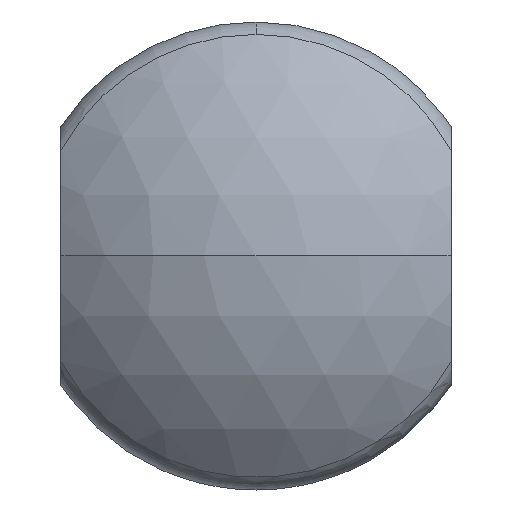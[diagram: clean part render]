
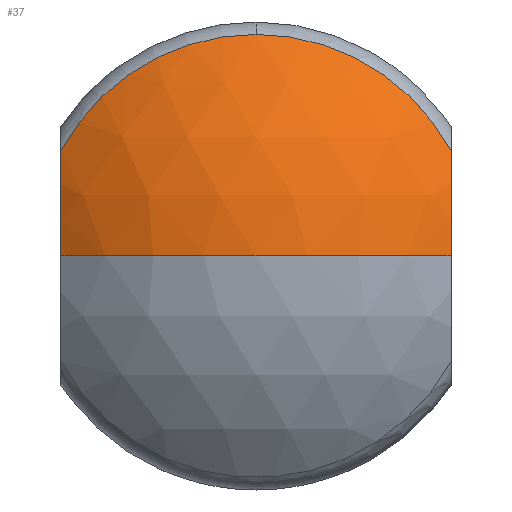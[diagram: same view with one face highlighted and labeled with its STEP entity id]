
A CAD part, front view. The second image highlights one B-rep face of the part: STEP entity #37.
In plain terms, the highlighted spherical face has radius 25 mm.
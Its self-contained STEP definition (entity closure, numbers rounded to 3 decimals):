
#18 = CARTESIAN_POINT ( 'NONE',  ( 0., -85., 0. ) ) ;
#37 = ADVANCED_FACE ( 'Defeature ausgef�hrt1_1', ( #1829 ), #2108, .T. ) ;
#106 = DIRECTION ( 'NONE',  ( -1., 0., 0. ) ) ;
#143 = EDGE_CURVE ( 'Defeature ausgef�hrt1_1+Defeature ausgef�hrt1_4+Defeature ausgef�hrt1_6+Defeature ausgef�hrt1_5', #809, #1156, #3231, .T. ) ;
#170 = CARTESIAN_POINT ( 'NONE',  ( 15., -85., 0. ) ) ;
#195 = CIRCLE ( 'NONE', #598, 25. ) ;
#296 = AXIS2_PLACEMENT_3D ( 'NONE', #1049, #2246, #106 ) ;
#395 = VERTEX_POINT ( 'NONE', #1042 ) ;
#450 = VERTEX_POINT ( 'NONE', #455 ) ;
#455 = CARTESIAN_POINT ( 'NONE',  ( 0., -110., 0. ) ) ;
#598 = AXIS2_PLACEMENT_3D ( 'NONE', #18, #914, #3595 ) ;
#711 = AXIS2_PLACEMENT_3D ( 'NONE', #2383, #851, #3884 ) ;
#736 = AXIS2_PLACEMENT_3D ( 'NONE', #170, #2579, #2295 ) ;
#809 = VERTEX_POINT ( 'NONE', #3418 ) ;
#813 = ORIENTED_EDGE ( 'NONE', *, *, #143, .T. ) ;
#840 = CARTESIAN_POINT ( 'NONE',  ( -15., -105., 0. ) ) ;
#851 = DIRECTION ( 'NONE',  ( -1., 0., 0. ) ) ;
#862 = ORIENTED_EDGE ( 'NONE', *, *, #2908, .T. ) ;
#900 = CARTESIAN_POINT ( 'NONE',  ( -15., -103.288, 8.096 ) ) ;
#914 = DIRECTION ( 'NONE',  ( 0., 0., 1. ) ) ;
#1035 = VERTEX_POINT ( 'NONE', #840 ) ;
#1042 = CARTESIAN_POINT ( 'NONE',  ( 15., -103.288, 8.096 ) ) ;
#1049 = CARTESIAN_POINT ( 'NONE',  ( 0., -85., 0. ) ) ;
#1116 = CIRCLE ( 'NONE', #711, 20. ) ;
#1156 = VERTEX_POINT ( 'NONE', #900 ) ;
#1192 = CARTESIAN_POINT ( 'NONE',  ( 0., -85., 0. ) ) ;
#1211 = DIRECTION ( 'NONE',  ( 1., 0., 0. ) ) ;
#1372 = EDGE_CURVE ( 'NONE', #1035, #450, #195, .T. ) ;
#1704 = EDGE_CURVE ( 'Defeature ausgef�hrt1_6+Defeature ausgef�hrt1_1+Defeature ausgef�hrt1_4+Defeature ausgef�hrt1_0', #395, #3262, #2799, .T. ) ;
#1733 = ORIENTED_EDGE ( 'NONE', *, *, #2162, .F. ) ;
#1828 = CARTESIAN_POINT ( 'NONE',  ( 0., -103.288, 0. ) ) ;
#1829 = FACE_OUTER_BOUND ( 'NONE', #3188, .T. ) ;
#1923 = ORIENTED_EDGE ( 'NONE', *, *, #1372, .T. ) ;
#1992 = EDGE_CURVE ( 'NONE', #3262, #450, #2085, .T. ) ;
#2085 = CIRCLE ( 'NONE', #296, 25. ) ;
#2108 = SPHERICAL_SURFACE ( 'NONE', #3319, 25. ) ;
#2154 = DIRECTION ( 'NONE',  ( 0., 0., 1. ) ) ;
#2162 = EDGE_CURVE ( 'Defeature ausgef�hrt1_5+Defeature ausgef�hrt1_1+Defeature ausgef�hrt1_0+Defeature ausgef�hrt1_4', #1035, #1156, #1116, .T. ) ;
#2246 = DIRECTION ( 'NONE',  ( 0., 0., -1. ) ) ;
#2295 = DIRECTION ( 'NONE',  ( 0., 0., 1. ) ) ;
#2383 = CARTESIAN_POINT ( 'NONE',  ( -15., -85., 0. ) ) ;
#2390 = DIRECTION ( 'NONE',  ( 0., 0., 1. ) ) ;
#2397 = CARTESIAN_POINT ( 'NONE',  ( 15., -105., 0. ) ) ;
#2513 = AXIS2_PLACEMENT_3D ( 'NONE', #3782, #2578, #3795 ) ;
#2578 = DIRECTION ( 'NONE',  ( 0., -1., 0. ) ) ;
#2579 = DIRECTION ( 'NONE',  ( 1., 0., 0. ) ) ;
#2583 = AXIS2_PLACEMENT_3D ( 'NONE', #1828, #3054, #2154 ) ;
#2701 = CIRCLE ( 'NONE', #2513, 17.045 ) ;
#2799 = CIRCLE ( 'NONE', #736, 20. ) ;
#2908 = EDGE_CURVE ( 'Defeature ausgef�hrt1_1+Defeature ausgef�hrt1_4+Defeature ausgef�hrt1_6+Defeature ausgef�hrt1_5', #395, #809, #2701, .T. ) ;
#2962 = ORIENTED_EDGE ( 'NONE', *, *, #1992, .F. ) ;
#3054 = DIRECTION ( 'NONE',  ( 0., -1., 0. ) ) ;
#3188 = EDGE_LOOP ( 'NONE', ( #1733, #1923, #2962, #3662, #862, #813 ) ) ;
#3231 = CIRCLE ( 'NONE', #2583, 17.045 ) ;
#3262 = VERTEX_POINT ( 'NONE', #2397 ) ;
#3319 = AXIS2_PLACEMENT_3D ( 'NONE', #1192, #2390, #1211 ) ;
#3418 = CARTESIAN_POINT ( 'NONE',  ( 0., -103.288, 17.045 ) ) ;
#3595 = DIRECTION ( 'NONE',  ( 1., 0., 0. ) ) ;
#3662 = ORIENTED_EDGE ( 'NONE', *, *, #1704, .F. ) ;
#3782 = CARTESIAN_POINT ( 'NONE',  ( 0., -103.288, 0. ) ) ;
#3795 = DIRECTION ( 'NONE',  ( 0., 0., 1. ) ) ;
#3884 = DIRECTION ( 'NONE',  ( 0., 0., -1. ) ) ;
